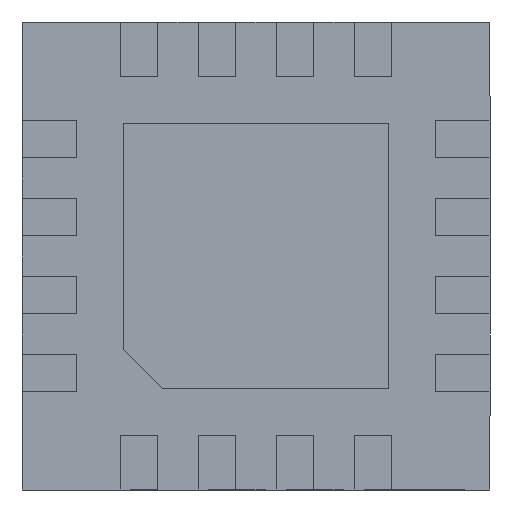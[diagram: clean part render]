
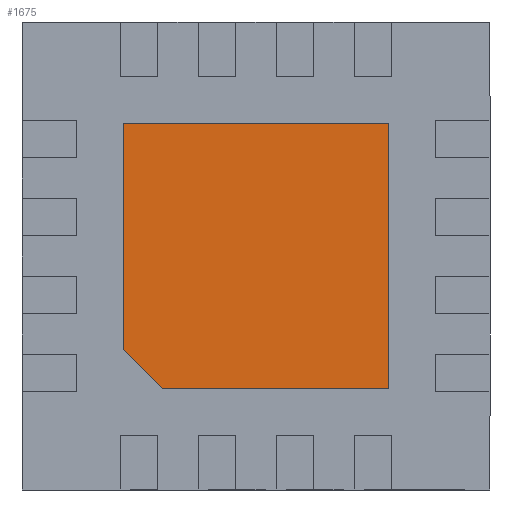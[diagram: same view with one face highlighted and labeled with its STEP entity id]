
A CAD part, front view. The second image highlights one B-rep face of the part: STEP entity #1675.
In plain terms, the highlighted planar face has unit normal (0, -1, 0).
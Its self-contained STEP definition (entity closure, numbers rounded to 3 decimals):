
#94 = PLANE ( 'NONE',  #727 ) ;
#224 = VERTEX_POINT ( 'NONE', #3305 ) ;
#320 = LINE ( 'NONE', #942, #2187 ) ;
#442 = LINE ( 'NONE', #4873, #2317 ) ;
#474 = LINE ( 'NONE', #2972, #4133 ) ;
#510 = EDGE_CURVE ( 'NONE', #1894, #1204, #474, .T. ) ;
#697 = CARTESIAN_POINT ( 'NONE',  ( -0.85, 0., -0.6 ) ) ;
#727 = AXIS2_PLACEMENT_3D ( 'NONE', #2196, #2354, #1378 ) ;
#752 = LINE ( 'NONE', #5140, #781 ) ;
#781 = VECTOR ( 'NONE', #5210, 1000. ) ;
#820 = LINE ( 'NONE', #2374, #2635 ) ;
#919 = ORIENTED_EDGE ( 'NONE', *, *, #2695, .T. ) ;
#942 = CARTESIAN_POINT ( 'NONE',  ( 0.85, 0., 0.85 ) ) ;
#1204 = VERTEX_POINT ( 'NONE', #5421 ) ;
#1378 = DIRECTION ( 'NONE',  ( 0., 0., -1. ) ) ;
#1606 = CARTESIAN_POINT ( 'NONE',  ( 0.85, 0., 0.85 ) ) ;
#1675 = ADVANCED_FACE ( 'NONE', ( #3219 ), #94, .T. ) ;
#1777 = EDGE_LOOP ( 'NONE', ( #3814, #1827, #3961, #2222, #919 ) ) ;
#1827 = ORIENTED_EDGE ( 'NONE', *, *, #2639, .T. ) ;
#1894 = VERTEX_POINT ( 'NONE', #2386 ) ;
#2187 = VECTOR ( 'NONE', #3911, 1000. ) ;
#2196 = CARTESIAN_POINT ( 'NONE',  ( 0., 0., 0. ) ) ;
#2222 = ORIENTED_EDGE ( 'NONE', *, *, #3207, .T. ) ;
#2317 = VECTOR ( 'NONE', #3082, 1000. ) ;
#2354 = DIRECTION ( 'NONE',  ( 0., -1., 0. ) ) ;
#2374 = CARTESIAN_POINT ( 'NONE',  ( -0.85, 0., -0.85 ) ) ;
#2386 = CARTESIAN_POINT ( 'NONE',  ( -0.6, 0., -0.85 ) ) ;
#2635 = VECTOR ( 'NONE', #2758, 1000. ) ;
#2639 = EDGE_CURVE ( 'NONE', #4981, #1894, #442, .T. ) ;
#2695 = EDGE_CURVE ( 'NONE', #5057, #224, #320, .T. ) ;
#2758 = DIRECTION ( 'NONE',  ( 0., 0., -1. ) ) ;
#2972 = CARTESIAN_POINT ( 'NONE',  ( 0.85, 0., -0.85 ) ) ;
#3082 = DIRECTION ( 'NONE',  ( 0.707, 0., -0.707 ) ) ;
#3127 = EDGE_CURVE ( 'NONE', #224, #4981, #820, .T. ) ;
#3207 = EDGE_CURVE ( 'NONE', #1204, #5057, #752, .T. ) ;
#3219 = FACE_OUTER_BOUND ( 'NONE', #1777, .T. ) ;
#3305 = CARTESIAN_POINT ( 'NONE',  ( -0.85, 0., 0.85 ) ) ;
#3814 = ORIENTED_EDGE ( 'NONE', *, *, #3127, .T. ) ;
#3911 = DIRECTION ( 'NONE',  ( -1., 0., 0. ) ) ;
#3961 = ORIENTED_EDGE ( 'NONE', *, *, #510, .T. ) ;
#4133 = VECTOR ( 'NONE', #4995, 1000. ) ;
#4873 = CARTESIAN_POINT ( 'NONE',  ( -0.725, 0., -0.725 ) ) ;
#4981 = VERTEX_POINT ( 'NONE', #697 ) ;
#4995 = DIRECTION ( 'NONE',  ( 1., 0., 0. ) ) ;
#5057 = VERTEX_POINT ( 'NONE', #1606 ) ;
#5140 = CARTESIAN_POINT ( 'NONE',  ( 0.85, 0., -0.85 ) ) ;
#5210 = DIRECTION ( 'NONE',  ( 0., 0., 1. ) ) ;
#5421 = CARTESIAN_POINT ( 'NONE',  ( 0.85, 0., -0.85 ) ) ;
